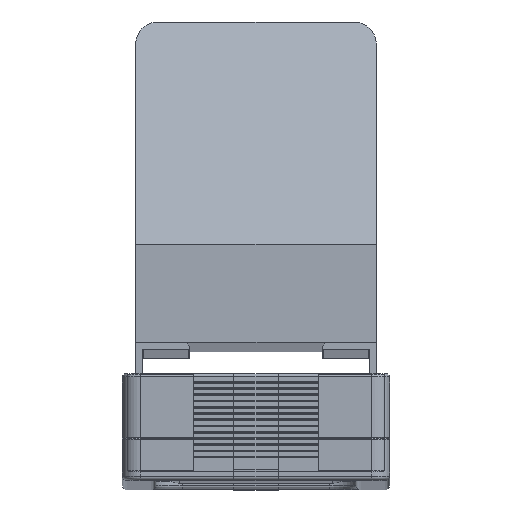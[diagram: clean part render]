
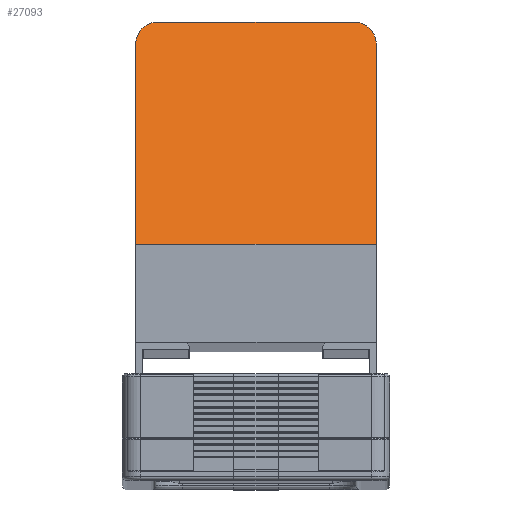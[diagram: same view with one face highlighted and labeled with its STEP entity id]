
A CAD part, top view. The second image highlights one B-rep face of the part: STEP entity #27093.
In plain terms, the highlighted planar face has unit normal (0, 0.707, 0.707).
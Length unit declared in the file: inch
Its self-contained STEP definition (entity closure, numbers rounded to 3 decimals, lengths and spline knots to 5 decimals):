
#156 = VECTOR ( 'NONE', #27674, 39.37008 ) ;
#1591 = AXIS2_PLACEMENT_3D ( 'NONE', #40235, #10905, #52548 ) ;
#2440 = PLANE ( 'NONE',  #1591 ) ;
#2804 = LINE ( 'NONE', #26883, #156 ) ;
#3278 = EDGE_CURVE ( 'NONE', #43452, #15382, #19041, .T. ) ;
#4265 = ORIENTED_EDGE ( 'NONE', *, *, #46007, .F. ) ;
#4456 = DIRECTION ( 'NONE',  ( 1., 0., 0. ) ) ;
#4793 = CARTESIAN_POINT ( 'NONE',  ( -1.06299, 1.39764, 23.89764 ) ) ;
#6592 = CARTESIAN_POINT ( 'NONE',  ( 1.06299, 3.16929, 22.12598 ) ) ;
#9967 = ORIENTED_EDGE ( 'NONE', *, *, #24270, .T. ) ;
#10905 = DIRECTION ( 'NONE',  ( 0., -0.707, -0.707 ) ) ;
#14540 = CARTESIAN_POINT ( 'NONE',  ( -1.06299, 71.9685, -46.67323 ) ) ;
#15382 = VERTEX_POINT ( 'NONE', #38216 ) ;
#16585 = VERTEX_POINT ( 'NONE', #31065 ) ;
#16771 = CARTESIAN_POINT ( 'NONE',  ( -1.06299, 1.39764, 23.89764 ) ) ;
#19041 =( BOUNDED_CURVE ( )  B_SPLINE_CURVE ( 3, ( #44253, #44505, #23658, #39878 ),
 .UNSPECIFIED., .F., .F. ) 
 B_SPLINE_CURVE_WITH_KNOTS ( ( 4, 4 ),
 ( 1.5708, 3.14159 ),
 .UNSPECIFIED. ) 
 CURVE ( )  GEOMETRIC_REPRESENTATION_ITEM ( )  RATIONAL_B_SPLINE_CURVE ( ( 1., 0.805, 0.805, 1. ) ) 
 REPRESENTATION_ITEM ( '' )  );
#20250 = ORIENTED_EDGE ( 'NONE', *, *, #22029, .T. ) ;
#20442 = VECTOR ( 'NONE', #4456, 39.37008 ) ;
#21774 = ORIENTED_EDGE ( 'NONE', *, *, #3278, .T. ) ;
#22029 = EDGE_CURVE ( 'NONE', #23756, #16585, #37601, .T. ) ;
#23658 = CARTESIAN_POINT ( 'NONE',  ( 0.98145, 3.36614, 21.92913 ) ) ;
#23756 = VERTEX_POINT ( 'NONE', #4793 ) ;
#24270 = EDGE_CURVE ( 'NONE', #26187, #23756, #52332, .T. ) ;
#26187 = VERTEX_POINT ( 'NONE', #49442 ) ;
#26883 = CARTESIAN_POINT ( 'NONE',  ( -1.1811, 3.36614, 21.92913 ) ) ;
#26918 = VECTOR ( 'NONE', #53830, 39.37008 ) ;
#27093 = ADVANCED_FACE ( 'NONE', ( #44601 ), #2440, .F. ) ;
#27674 = DIRECTION ( 'NONE',  ( 1., 0., 0. ) ) ;
#29263 = CARTESIAN_POINT ( 'NONE',  ( -0.86614, 3.36614, 21.92913 ) ) ;
#30715 = DIRECTION ( 'NONE',  ( 0., -0.707, 0.707 ) ) ;
#31065 = CARTESIAN_POINT ( 'NONE',  ( 1.06299, 1.39764, 23.89764 ) ) ;
#31916 = LINE ( 'NONE', #37131, #26918 ) ;
#32618 = EDGE_CURVE ( 'NONE', #16585, #43452, #31916, .T. ) ;
#36170 = VERTEX_POINT ( 'NONE', #46686 ) ;
#37131 = CARTESIAN_POINT ( 'NONE',  ( 1.06299, 1.39764, 23.89764 ) ) ;
#37252 = CARTESIAN_POINT ( 'NONE',  ( -1.06299, 3.16929, 22.12598 ) ) ;
#37601 = LINE ( 'NONE', #16771, #20442 ) ;
#38216 = CARTESIAN_POINT ( 'NONE',  ( 0.86614, 3.36614, 21.92913 ) ) ;
#39516 = ORIENTED_EDGE ( 'NONE', *, *, #47696, .T. ) ;
#39878 = CARTESIAN_POINT ( 'NONE',  ( 0.86614, 3.36614, 21.92913 ) ) ;
#40235 = CARTESIAN_POINT ( 'NONE',  ( -1.1811, 1.39764, 23.89764 ) ) ;
#41085 = CARTESIAN_POINT ( 'NONE',  ( -1.06299, 3.2846, 22.01067 ) ) ;
#43452 = VERTEX_POINT ( 'NONE', #6592 ) ;
#44253 = CARTESIAN_POINT ( 'NONE',  ( 1.06299, 3.16929, 22.12598 ) ) ;
#44505 = CARTESIAN_POINT ( 'NONE',  ( 1.06299, 3.2846, 22.01067 ) ) ;
#44601 = FACE_OUTER_BOUND ( 'NONE', #50770, .T. ) ;
#45644 =( BOUNDED_CURVE ( )  B_SPLINE_CURVE ( 3, ( #29263, #46014, #41085, #37252 ),
 .UNSPECIFIED., .F., .F. ) 
 B_SPLINE_CURVE_WITH_KNOTS ( ( 4, 4 ),
 ( 3.14159, 4.71239 ),
 .UNSPECIFIED. ) 
 CURVE ( )  GEOMETRIC_REPRESENTATION_ITEM ( )  RATIONAL_B_SPLINE_CURVE ( ( 1., 0.805, 0.805, 1. ) ) 
 REPRESENTATION_ITEM ( '' )  );
#46007 = EDGE_CURVE ( 'NONE', #36170, #15382, #2804, .T. ) ;
#46014 = CARTESIAN_POINT ( 'NONE',  ( -0.98145, 3.36614, 21.92913 ) ) ;
#46153 = ORIENTED_EDGE ( 'NONE', *, *, #32618, .T. ) ;
#46686 = CARTESIAN_POINT ( 'NONE',  ( -0.86614, 3.36614, 21.92913 ) ) ;
#47696 = EDGE_CURVE ( 'NONE', #36170, #26187, #45644, .T. ) ;
#49442 = CARTESIAN_POINT ( 'NONE',  ( -1.06299, 3.16929, 22.12598 ) ) ;
#49541 = VECTOR ( 'NONE', #30715, 39.37008 ) ;
#50770 = EDGE_LOOP ( 'NONE', ( #9967, #20250, #46153, #21774, #4265, #39516 ) ) ;
#52332 = LINE ( 'NONE', #14540, #49541 ) ;
#52548 = DIRECTION ( 'NONE',  ( 0., -0.707, 0.707 ) ) ;
#53830 = DIRECTION ( 'NONE',  ( 0., 0.707, -0.707 ) ) ;
